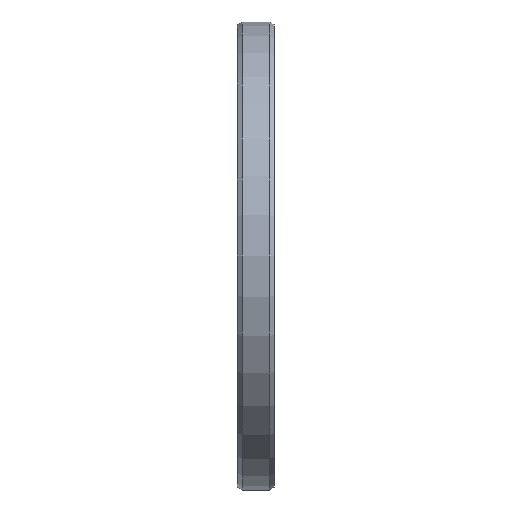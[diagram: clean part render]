
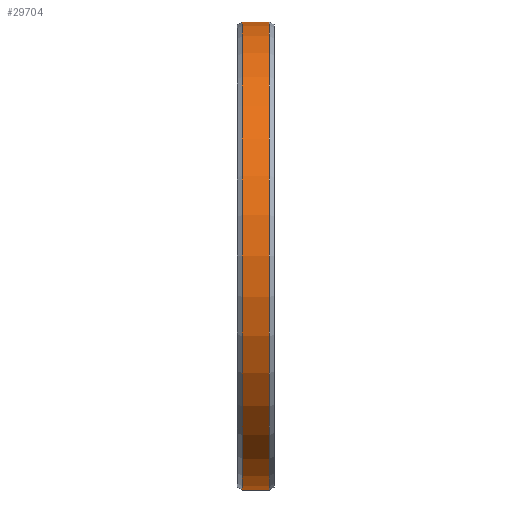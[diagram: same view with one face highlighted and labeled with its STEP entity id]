
A CAD part, left-side view. The second image highlights one B-rep face of the part: STEP entity #29704.
In plain terms, the highlighted cylindrical face has radius 95 mm (diameter 190 mm), a partial arc.
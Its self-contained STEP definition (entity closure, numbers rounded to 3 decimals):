
#28734=CARTESIAN_POINT('',(0.,-5.5,0.));
#28735=DIRECTION('',(0.,1.,0.));
#28736=DIRECTION('',(0.,0.,-1.));
#28737=AXIS2_PLACEMENT_3D('',#28734,#28735,#28736);
#28742=DIRECTION('',(0.,1.,0.));
#28743=VECTOR('',#28742,11.);
#28744=CARTESIAN_POINT('',(0.,-5.5,-95.));
#28745=LINE('',#28744,#28743);
#28757=DIRECTION('',(0.,1.,0.));
#28758=VECTOR('',#28757,11.);
#28759=CARTESIAN_POINT('',(0.,-5.5,95.));
#28760=LINE('',#28759,#28758);
#28786=CARTESIAN_POINT('',(0.,5.5,0.));
#28787=DIRECTION('',(0.,1.,0.));
#28788=DIRECTION('',(0.,0.,-1.));
#28789=AXIS2_PLACEMENT_3D('',#28786,#28787,#28788);
#29565=CARTESIAN_POINT('',(0.,-5.5,-95.));
#29567=VERTEX_POINT('',#29565);
#29568=CARTESIAN_POINT('',(0.,5.5,-95.));
#29569=VERTEX_POINT('',#29568);
#29577=CARTESIAN_POINT('',(0.,-5.5,95.));
#29579=VERTEX_POINT('',#29577);
#29580=CARTESIAN_POINT('',(0.,5.5,95.));
#29581=VERTEX_POINT('',#29580);
#29690=CARTESIAN_POINT('',(0.,-8.25,0.));
#29691=DIRECTION('',(0.,1.,0.));
#29692=DIRECTION('',(0.,0.,-1.));
#29693=AXIS2_PLACEMENT_3D('',#29690,#29691,#29692);
#29694=CYLINDRICAL_SURFACE('',#29693,95.);
#29696=ORIENTED_EDGE('',*,*,#29695,.T.);
#29698=ORIENTED_EDGE('',*,*,#29697,.T.);
#29700=ORIENTED_EDGE('',*,*,#29699,.F.);
#29701=ORIENTED_EDGE('',*,*,#29675,.F.);
#29702=EDGE_LOOP('',(#29696,#29698,#29700,#29701));
#29703=FACE_OUTER_BOUND('',#29702,.F.);
#28738=CIRCLE('',#28737,95.);
#28790=CIRCLE('',#28789,95.);
#29675=EDGE_CURVE('',#29567,#29579,#28738,.T.);
#29695=EDGE_CURVE('',#29567,#29569,#28745,.T.);
#29697=EDGE_CURVE('',#29569,#29581,#28790,.T.);
#29699=EDGE_CURVE('',#29579,#29581,#28760,.T.);
#29704=ADVANCED_FACE('',(#29703),#29694,.T.);
